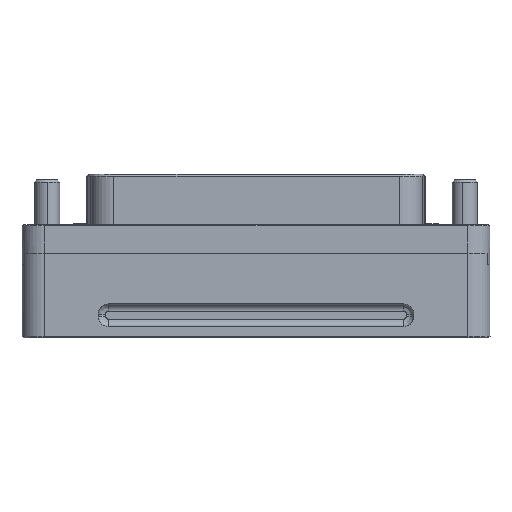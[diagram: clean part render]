
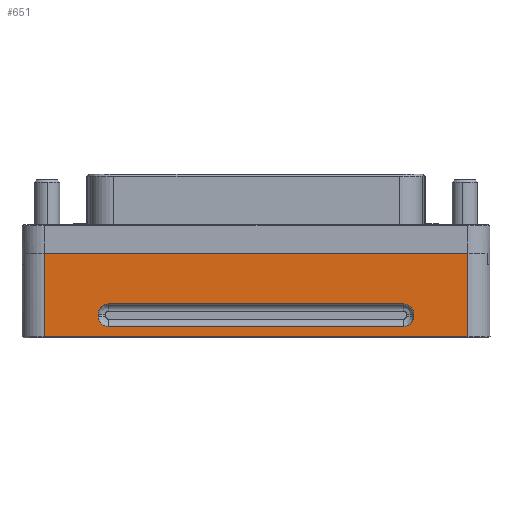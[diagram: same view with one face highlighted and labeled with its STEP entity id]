
A CAD part, front view. The second image highlights one B-rep face of the part: STEP entity #651.
In plain terms, the highlighted planar face has unit normal (0, -1, 0).
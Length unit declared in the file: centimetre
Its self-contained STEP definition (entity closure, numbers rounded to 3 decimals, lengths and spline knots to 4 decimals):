
#376 = EDGE_CURVE ( 'NONE', #18315, #18240, #13382, .T. ) ;
#387 = EDGE_CURVE ( 'NONE', #14162, #18314, #13401, .T. ) ;
#389 = EDGE_CURVE ( 'NONE', #14162, #18240, #13403, .T. ) ;
#651 = ADVANCED_FACE ( 'NONE', ( #3975, #3984 ), #4765, .T. ) ;
#3291 = CARTESIAN_POINT ( 'NONE',  ( 2.3862, -0.6033, -1.2624 ) ) ;
#3975 = FACE_BOUND ( 'NONE', #18039, .T. ) ;
#3984 = FACE_OUTER_BOUND ( 'NONE', #18077, .T. ) ;
#4762 = CARTESIAN_POINT ( 'NONE',  ( 0.0025, -0.6032, -1.2751 ) ) ;
#4765 = PLANE ( 'NONE',  #6957 ) ;
#4767 = DIRECTION ( 'NONE',  ( 0., -1., 0. ) ) ;
#4768 = DIRECTION ( 'NONE',  ( 1., 0., 0. ) ) ;
#6957 = AXIS2_PLACEMENT_3D ( 'NONE', #4762, #4767, #4768 ) ;
#8927 = AXIS2_PLACEMENT_3D ( 'NONE', #16188, #16189, #16190 ) ;
#8930 = AXIS2_PLACEMENT_3D ( 'NONE', #16199, #16200, #16201 ) ;
#8933 = AXIS2_PLACEMENT_3D ( 'NONE', #16210, #16211, #16212 ) ;
#8936 = AXIS2_PLACEMENT_3D ( 'NONE', #16221, #16222, #16223 ) ;
#9877 = LINE ( 'NONE', #16167, #9879 ) ;
#9879 = VECTOR ( 'NONE', #16161, 100. ) ;
#9882 = CIRCLE ( 'NONE', #8927, 0.1143 ) ;
#9884 = LINE ( 'NONE', #16180, #9886 ) ;
#9886 = VECTOR ( 'NONE', #16187, 100. ) ;
#9887 = CIRCLE ( 'NONE', #8930, 0.1143 ) ;
#9889 = LINE ( 'NONE', #16197, #9891 ) ;
#9891 = VECTOR ( 'NONE', #16198, 100. ) ;
#9892 = CIRCLE ( 'NONE', #8933, 0.1143 ) ;
#9894 = LINE ( 'NONE', #16208, #9896 ) ;
#9896 = VECTOR ( 'NONE', #16209, 100. ) ;
#9897 = CIRCLE ( 'NONE', #8936, 0.1143 ) ;
#9898 = LINE ( 'NONE', #16216, #9900 ) ;
#9900 = VECTOR ( 'NONE', #16217, 100. ) ;
#12392 = ORIENTED_EDGE ( 'NONE', *, *, #387, .T. ) ;
#12393 = ORIENTED_EDGE ( 'NONE', *, *, #389, .F. ) ;
#12394 = ORIENTED_EDGE ( 'NONE', *, *, #376, .T. ) ;
#12395 = ORIENTED_EDGE ( 'NONE', *, *, #15186, .T. ) ;
#12396 = ORIENTED_EDGE ( 'NONE', *, *, #15200, .T. ) ;
#12397 = ORIENTED_EDGE ( 'NONE', *, *, #15198, .T. ) ;
#12398 = ORIENTED_EDGE ( 'NONE', *, *, #15196, .T. ) ;
#12399 = ORIENTED_EDGE ( 'NONE', *, *, #15194, .T. ) ;
#12400 = ORIENTED_EDGE ( 'NONE', *, *, #15192, .T. ) ;
#12401 = ORIENTED_EDGE ( 'NONE', *, *, #15190, .T. ) ;
#12402 = ORIENTED_EDGE ( 'NONE', *, *, #15203, .T. ) ;
#12403 = ORIENTED_EDGE ( 'NONE', *, *, #15202, .T. ) ;
#13382 = LINE ( 'NONE', #15596, #13386 ) ;
#13386 = VECTOR ( 'NONE', #15593, 100. ) ;
#13401 = LINE ( 'NONE', #15614, #13406 ) ;
#13403 = LINE ( 'NONE', #15624, #13409 ) ;
#13406 = VECTOR ( 'NONE', #15622, 100. ) ;
#13409 = VECTOR ( 'NONE', #15621, 100. ) ;
#14162 = VERTEX_POINT ( 'NONE', #3291 ) ;
#15186 = EDGE_CURVE ( 'NONE', #18314, #18315, #9877, .T. ) ;
#15190 = EDGE_CURVE ( 'NONE', #18312, #18310, #9882, .T. ) ;
#15192 = EDGE_CURVE ( 'NONE', #18310, #18313, #9884, .T. ) ;
#15194 = EDGE_CURVE ( 'NONE', #18313, #18307, #9887, .T. ) ;
#15196 = EDGE_CURVE ( 'NONE', #18307, #18306, #9889, .T. ) ;
#15198 = EDGE_CURVE ( 'NONE', #18306, #18309, #9892, .T. ) ;
#15200 = EDGE_CURVE ( 'NONE', #18309, #18308, #9894, .T. ) ;
#15202 = EDGE_CURVE ( 'NONE', #18308, #18303, #9897, .T. ) ;
#15203 = EDGE_CURVE ( 'NONE', #18303, #18312, #9898, .T. ) ;
#15593 = DIRECTION ( 'NONE',  ( 0., 0., -1. ) ) ;
#15596 = CARTESIAN_POINT ( 'NONE',  ( -2.3813, -0.6033, -1.2751 ) ) ;
#15614 = CARTESIAN_POINT ( 'NONE',  ( 2.3862, -0.6032, -1.2751 ) ) ;
#15621 = DIRECTION ( 'NONE',  ( -1., 0., 0. ) ) ;
#15622 = DIRECTION ( 'NONE',  ( 0., 0., 1. ) ) ;
#15624 = CARTESIAN_POINT ( 'NONE',  ( -0.0006, -0.6032, -1.2624 ) ) ;
#16161 = DIRECTION ( 'NONE',  ( -1., 0., 0. ) ) ;
#16167 = CARTESIAN_POINT ( 'NONE',  ( 0.0025, -0.6033, -0.3226 ) ) ;
#16180 = CARTESIAN_POINT ( 'NONE',  ( 1.778, -0.6032, -1.2751 ) ) ;
#16187 = DIRECTION ( 'NONE',  ( 0., 0., -1. ) ) ;
#16188 = CARTESIAN_POINT ( 'NONE',  ( 1.6637, -0.6032, -1.0084 ) ) ;
#16189 = DIRECTION ( 'NONE',  ( 0., 1., 0. ) ) ;
#16190 = DIRECTION ( 'NONE',  ( 1., 0., 0. ) ) ;
#16197 = CARTESIAN_POINT ( 'NONE',  ( 0.0025, -0.6032, -1.1481 ) ) ;
#16198 = DIRECTION ( 'NONE',  ( -1., 0., 0. ) ) ;
#16199 = CARTESIAN_POINT ( 'NONE',  ( 1.6637, -0.6032, -1.0338 ) ) ;
#16200 = DIRECTION ( 'NONE',  ( 0., 1., 0. ) ) ;
#16201 = DIRECTION ( 'NONE',  ( 1., 0., 0. ) ) ;
#16208 = CARTESIAN_POINT ( 'NONE',  ( -1.778, -0.6033, -1.2751 ) ) ;
#16209 = DIRECTION ( 'NONE',  ( 0., 0., 1. ) ) ;
#16210 = CARTESIAN_POINT ( 'NONE',  ( -1.6637, -0.6033, -1.0338 ) ) ;
#16211 = DIRECTION ( 'NONE',  ( 0., 1., 0. ) ) ;
#16212 = DIRECTION ( 'NONE',  ( 1., 0., 0. ) ) ;
#16216 = CARTESIAN_POINT ( 'NONE',  ( 0.0025, -0.6032, -0.8941 ) ) ;
#16217 = DIRECTION ( 'NONE',  ( 1., 0., 0. ) ) ;
#16221 = CARTESIAN_POINT ( 'NONE',  ( -1.6637, -0.6033, -1.0084 ) ) ;
#16222 = DIRECTION ( 'NONE',  ( 0., 1., 0. ) ) ;
#16223 = DIRECTION ( 'NONE',  ( 1., 0., 0. ) ) ;
#16521 = CARTESIAN_POINT ( 'NONE',  ( -2.3813, -0.6032, -1.2624 ) ) ;
#16605 = CARTESIAN_POINT ( 'NONE',  ( -1.6637, -0.6033, -0.8941 ) ) ;
#16608 = CARTESIAN_POINT ( 'NONE',  ( -1.6637, -0.6033, -1.1481 ) ) ;
#16609 = CARTESIAN_POINT ( 'NONE',  ( 1.6637, -0.6032, -1.1481 ) ) ;
#16610 = CARTESIAN_POINT ( 'NONE',  ( -1.778, -0.6033, -1.0084 ) ) ;
#16611 = CARTESIAN_POINT ( 'NONE',  ( -1.778, -0.6033, -1.0338 ) ) ;
#16612 = CARTESIAN_POINT ( 'NONE',  ( 1.778, -0.6032, -1.0084 ) ) ;
#16614 = CARTESIAN_POINT ( 'NONE',  ( 1.6637, -0.6032, -0.8941 ) ) ;
#16615 = CARTESIAN_POINT ( 'NONE',  ( 1.778, -0.6032, -1.0338 ) ) ;
#16616 = CARTESIAN_POINT ( 'NONE',  ( 2.3862, -0.6032, -0.3226 ) ) ;
#16617 = CARTESIAN_POINT ( 'NONE',  ( -2.3813, -0.6033, -0.3226 ) ) ;
#18039 = EDGE_LOOP ( 'NONE', ( #12403, #12402, #12401, #12400, #12399, #12398, #12397, #12396 ) ) ;
#18077 = EDGE_LOOP ( 'NONE', ( #12395, #12394, #12393, #12392 ) ) ;
#18240 = VERTEX_POINT ( 'NONE', #16521 ) ;
#18303 = VERTEX_POINT ( 'NONE', #16605 ) ;
#18306 = VERTEX_POINT ( 'NONE', #16608 ) ;
#18307 = VERTEX_POINT ( 'NONE', #16609 ) ;
#18308 = VERTEX_POINT ( 'NONE', #16610 ) ;
#18309 = VERTEX_POINT ( 'NONE', #16611 ) ;
#18310 = VERTEX_POINT ( 'NONE', #16612 ) ;
#18312 = VERTEX_POINT ( 'NONE', #16614 ) ;
#18313 = VERTEX_POINT ( 'NONE', #16615 ) ;
#18314 = VERTEX_POINT ( 'NONE', #16616 ) ;
#18315 = VERTEX_POINT ( 'NONE', #16617 ) ;
